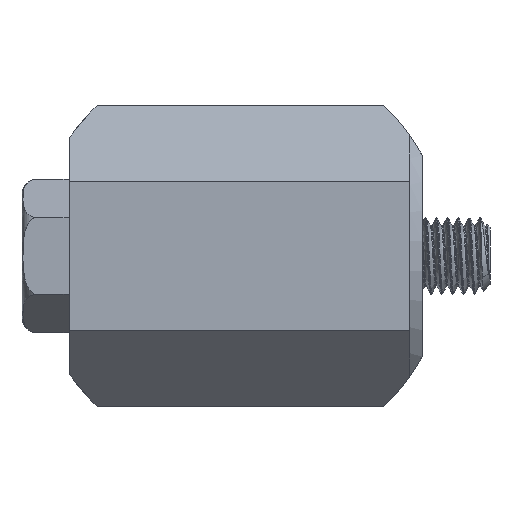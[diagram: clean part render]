
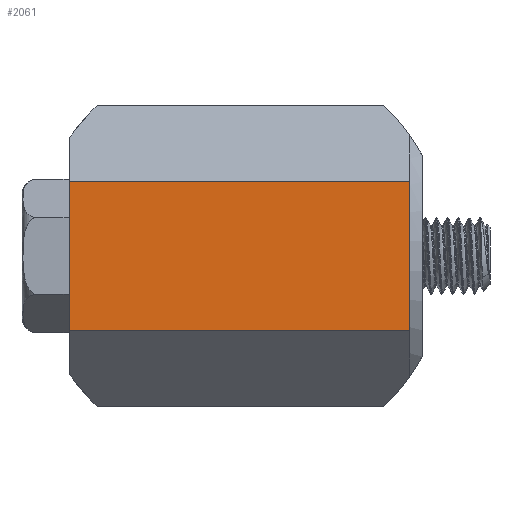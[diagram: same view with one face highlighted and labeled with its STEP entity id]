
A CAD part, left-side view. The second image highlights one B-rep face of the part: STEP entity #2061.
In plain terms, the highlighted planar face has unit normal (-1, 0, 0).
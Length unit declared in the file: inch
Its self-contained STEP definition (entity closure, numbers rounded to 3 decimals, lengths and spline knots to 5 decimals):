
#340=FACE_OUTER_BOUND('',#491,.T.);
#491=EDGE_LOOP('',(#1616,#1617,#1618,#1619));
#557=LINE('',#2745,#685);
#656=LINE('',#7749,#784);
#657=LINE('',#7750,#785);
#658=LINE('',#7751,#786);
#685=VECTOR('',#2322,0.3937);
#784=VECTOR('',#2583,0.3937);
#785=VECTOR('',#2584,0.3937);
#786=VECTOR('',#2585,0.3937);
#813=VERTEX_POINT('',#2742);
#814=VERTEX_POINT('',#2744);
#938=VERTEX_POINT('',#7747);
#939=VERTEX_POINT('',#7748);
#997=EDGE_CURVE('',#813,#814,#557,.T.);
#1176=EDGE_CURVE('',#938,#939,#656,.T.);
#1177=EDGE_CURVE('',#814,#939,#657,.T.);
#1178=EDGE_CURVE('',#938,#813,#658,.T.);
#1616=ORIENTED_EDGE('',*,*,#1176,.T.);
#1617=ORIENTED_EDGE('',*,*,#1177,.F.);
#1618=ORIENTED_EDGE('',*,*,#997,.F.);
#1619=ORIENTED_EDGE('',*,*,#1178,.F.);
#1835=PLANE('',#2250);
#2061=ADVANCED_FACE('',(#340),#1835,.T.);
#2250=AXIS2_PLACEMENT_3D('',#7746,#2581,#2582);
#2322=DIRECTION('',(0.,0.,1.));
#2581=DIRECTION('center_axis',(-1.,0.,0.));
#2582=DIRECTION('ref_axis',(0.,0.,1.));
#2583=DIRECTION('',(0.,0.,1.));
#2584=DIRECTION('',(0.,-1.,0.));
#2585=DIRECTION('',(0.,1.,0.));
#2742=CARTESIAN_POINT('',(-0.669,1.16,-0.245));
#2744=CARTESIAN_POINT('',(-0.669,1.16,0.245));
#2745=CARTESIAN_POINT('',(-0.669,1.16,0.495));
#7746=CARTESIAN_POINT('Origin',(-0.669,0.,-0.495));
#7747=CARTESIAN_POINT('',(-0.669,0.04,-0.245));
#7748=CARTESIAN_POINT('',(-0.669,0.04,0.245));
#7749=CARTESIAN_POINT('',(-0.669,0.04,-0.2475));
#7750=CARTESIAN_POINT('',(-0.669,0.,0.245));
#7751=CARTESIAN_POINT('',(-0.669,0.,-0.245));
